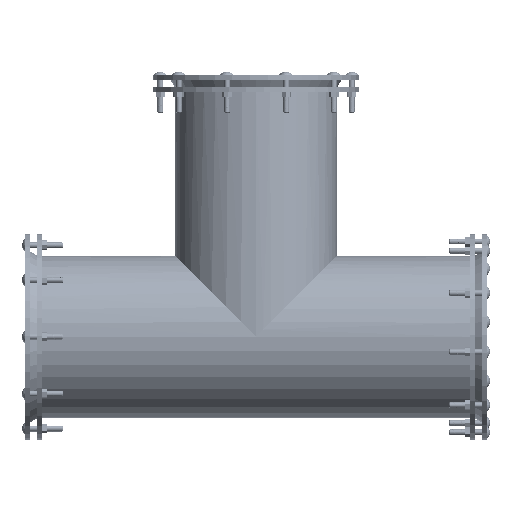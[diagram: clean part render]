
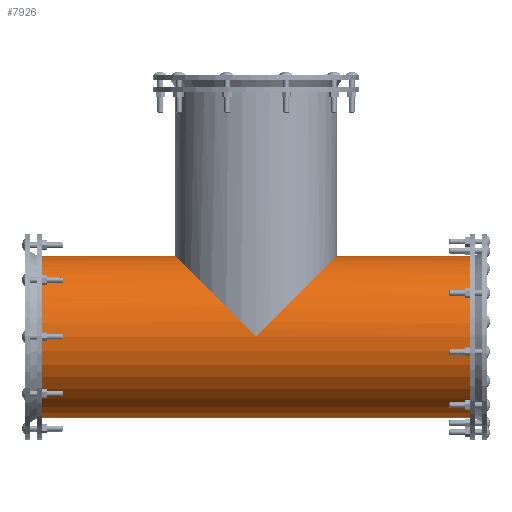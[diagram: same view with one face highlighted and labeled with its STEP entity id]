
A CAD part, front view. The second image highlights one B-rep face of the part: STEP entity #7926.
In plain terms, the highlighted cylindrical face has radius 136.525 mm (diameter 273.05 mm), a partial arc.
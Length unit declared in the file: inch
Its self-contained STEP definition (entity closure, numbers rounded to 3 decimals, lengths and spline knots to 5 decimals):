
#362 = EDGE_CURVE ( 'NONE', #14069, #14149, #5650, .T. ) ;
#430 = DIRECTION ( 'NONE',  ( 0., 0., 1. ) ) ;
#773 = CARTESIAN_POINT ( 'NONE',  ( 0., 0., 0. ) ) ;
#854 = AXIS2_PLACEMENT_3D ( 'NONE', #773, #3886, #9875 ) ;
#1152 = EDGE_LOOP ( 'NONE', ( #13137, #4356, #8213, #3053, #5954, #15312, #15942 ) ) ;
#1435 = VERTEX_POINT ( 'NONE', #15313 ) ;
#1961 = CARTESIAN_POINT ( 'NONE',  ( 0.5, 0., 0. ) ) ;
#2046 = LINE ( 'NONE', #14515, #9440 ) ;
#2156 = VECTOR ( 'NONE', #16070, 39.37008 ) ;
#2307 =( BOUNDED_CURVE ( )  B_SPLINE_CURVE ( 3, ( #6379, #8792, #10223, #11496 ),
 .UNSPECIFIED., .F., .F. ) 
 B_SPLINE_CURVE_WITH_KNOTS ( ( 4, 4 ),
 ( 3.14159, 4.71239 ),
 .UNSPECIFIED. ) 
 CURVE ( )  GEOMETRIC_REPRESENTATION_ITEM ( )  RATIONAL_B_SPLINE_CURVE ( ( 1., 0.805, 0.805, 1. ) ) 
 REPRESENTATION_ITEM ( '' )  );
#2325 = AXIS2_PLACEMENT_3D ( 'NONE', #12997, #13156, #430 ) ;
#3053 = ORIENTED_EDGE ( 'NONE', *, *, #4227, .T. ) ;
#3184 = DIRECTION ( 'NONE',  ( -1., 0., 0. ) ) ;
#3399 = CYLINDRICAL_SURFACE ( 'NONE', #854, 5.375 ) ;
#3886 = DIRECTION ( 'NONE',  ( -1., 0., 0. ) ) ;
#4227 = EDGE_CURVE ( 'NONE', #10635, #12243, #2307, .T. ) ;
#4337 = EDGE_CURVE ( 'NONE', #14069, #14315, #7991, .T. ) ;
#4352 = DIRECTION ( 'NONE',  ( -1., 0., 0. ) ) ;
#4356 = ORIENTED_EDGE ( 'NONE', *, *, #4337, .T. ) ;
#4501 = AXIS2_PLACEMENT_3D ( 'NONE', #1961, #9883, #12506 ) ;
#4745 = EDGE_CURVE ( 'NONE', #14149, #5482, #7199, .T. ) ;
#5149 = FACE_OUTER_BOUND ( 'NONE', #1152, .T. ) ;
#5281 = CARTESIAN_POINT ( 'NONE',  ( 9.625, -3.1486, 5.375 ) ) ;
#5482 = VERTEX_POINT ( 'NONE', #10465 ) ;
#5650 = LINE ( 'NONE', #14891, #2156 ) ;
#5954 = ORIENTED_EDGE ( 'NONE', *, *, #15009, .T. ) ;
#6379 = CARTESIAN_POINT ( 'NONE',  ( 20.375, 0., 5.375 ) ) ;
#6834 = VECTOR ( 'NONE', #3184, 39.37008 ) ;
#7199 = CIRCLE ( 'NONE', #4501, 5.375 ) ;
#7558 = CARTESIAN_POINT ( 'NONE',  ( 20.375, 0., 5.375 ) ) ;
#7859 = CARTESIAN_POINT ( 'NONE',  ( 29.5, 0., -5.375 ) ) ;
#7926 = ADVANCED_FACE ( 'NONE', ( #5149 ), #3399, .T. ) ;
#7991 = CIRCLE ( 'NONE', #2325, 5.375 ) ;
#8213 = ORIENTED_EDGE ( 'NONE', *, *, #12288, .T. ) ;
#8792 = CARTESIAN_POINT ( 'NONE',  ( 20.375, -3.1486, 5.375 ) ) ;
#9374 = CARTESIAN_POINT ( 'NONE',  ( 15., -5.375, 0. ) ) ;
#9440 = VECTOR ( 'NONE', #4352, 39.37008 ) ;
#9500 = LINE ( 'NONE', #9581, #6834 ) ;
#9581 = CARTESIAN_POINT ( 'NONE',  ( 0., 0., 5.375 ) ) ;
#9875 = DIRECTION ( 'NONE',  ( 0., 0., 1. ) ) ;
#9883 = DIRECTION ( 'NONE',  ( -1., 0., 0. ) ) ;
#10223 = CARTESIAN_POINT ( 'NONE',  ( 18.1486, -5.375, 3.1486 ) ) ;
#10399 = CARTESIAN_POINT ( 'NONE',  ( 9.625, 0., 5.375 ) ) ;
#10465 = CARTESIAN_POINT ( 'NONE',  ( 0.5, 0., 5.375 ) ) ;
#10635 = VERTEX_POINT ( 'NONE', #7558 ) ;
#10876 = CARTESIAN_POINT ( 'NONE',  ( 0.5, 0., -5.375 ) ) ;
#11496 = CARTESIAN_POINT ( 'NONE',  ( 15., -5.375, 0. ) ) ;
#11911 =( BOUNDED_CURVE ( )  B_SPLINE_CURVE ( 3, ( #9374, #14181, #5281, #10399 ),
 .UNSPECIFIED., .F., .T. ) 
 B_SPLINE_CURVE_WITH_KNOTS ( ( 4, 4 ),
 ( 4.71239, 6.28319 ),
 .UNSPECIFIED. ) 
 CURVE ( )  GEOMETRIC_REPRESENTATION_ITEM ( )  RATIONAL_B_SPLINE_CURVE ( ( 1., 0.805, 0.805, 1. ) ) 
 REPRESENTATION_ITEM ( '' )  );
#12243 = VERTEX_POINT ( 'NONE', #13512 ) ;
#12288 = EDGE_CURVE ( 'NONE', #14315, #10635, #2046, .T. ) ;
#12392 = CARTESIAN_POINT ( 'NONE',  ( 29.5, 0., 5.375 ) ) ;
#12506 = DIRECTION ( 'NONE',  ( 0., 0., 1. ) ) ;
#12997 = CARTESIAN_POINT ( 'NONE',  ( 29.5, 0., 0. ) ) ;
#13137 = ORIENTED_EDGE ( 'NONE', *, *, #362, .F. ) ;
#13156 = DIRECTION ( 'NONE',  ( -1., 0., 0. ) ) ;
#13512 = CARTESIAN_POINT ( 'NONE',  ( 15., -5.375, 0. ) ) ;
#14069 = VERTEX_POINT ( 'NONE', #7859 ) ;
#14149 = VERTEX_POINT ( 'NONE', #10876 ) ;
#14181 = CARTESIAN_POINT ( 'NONE',  ( 11.8514, -5.375, 3.1486 ) ) ;
#14315 = VERTEX_POINT ( 'NONE', #12392 ) ;
#14515 = CARTESIAN_POINT ( 'NONE',  ( 0., 0., 5.375 ) ) ;
#14891 = CARTESIAN_POINT ( 'NONE',  ( 0., 0., -5.375 ) ) ;
#15009 = EDGE_CURVE ( 'NONE', #12243, #1435, #11911, .T. ) ;
#15312 = ORIENTED_EDGE ( 'NONE', *, *, #16344, .T. ) ;
#15313 = CARTESIAN_POINT ( 'NONE',  ( 9.625, 0., 5.375 ) ) ;
#15942 = ORIENTED_EDGE ( 'NONE', *, *, #4745, .F. ) ;
#16070 = DIRECTION ( 'NONE',  ( -1., 0., 0. ) ) ;
#16344 = EDGE_CURVE ( 'NONE', #1435, #5482, #9500, .T. ) ;
